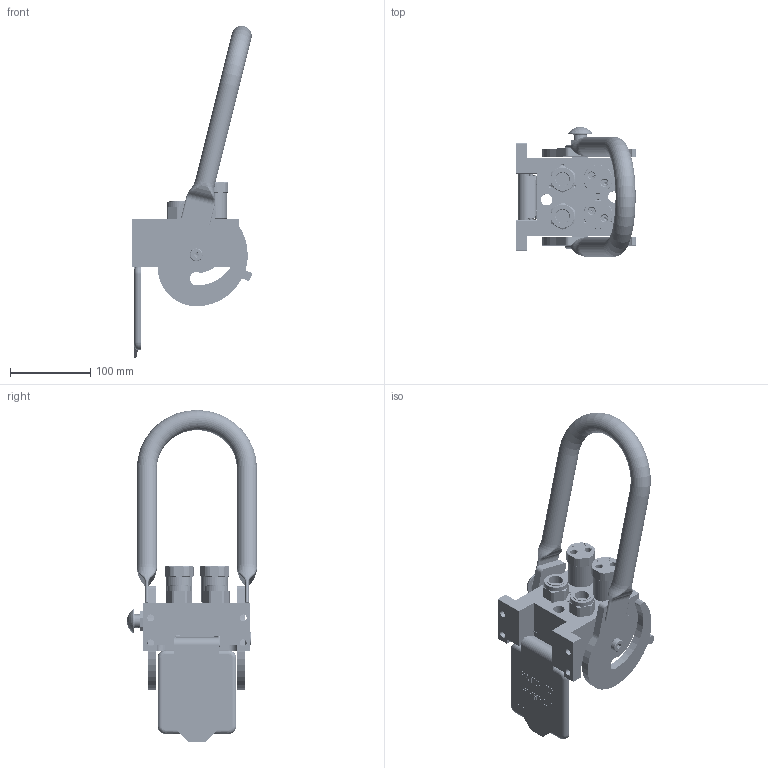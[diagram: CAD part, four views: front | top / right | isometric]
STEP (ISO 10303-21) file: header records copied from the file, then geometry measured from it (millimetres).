
FILE_DESCRIPTION (( 'STEP AP214' ), '1' );
FILE_NAME ('FASTER.step', '2021-04-07T08:56:38', ( '' ), ( '' ), 'SwSTEP 2.0', 'SolidWorks 2017', '' );
FILE_SCHEMA (( 'AUTOMOTIVE_DESIGN' ));
Length unit declared in the file: millimetre
Products named in the file (32): 2ffnb12_gas_f; 4830_024_5000_000; 2ffngs12_aa_f; sicura_p5; 4830_001_0005_300; 4142_072_1000_300; 4840_024_1000_010; or1_5x7_m; 4830_025_1000_000; A_2ffngs12_aa_f; FASTER; A_2ffnb12_gas_f; 4830_024_5000_000^4830_024_5000_000; 4830_025_0000_001; et011; P508_F_V_BASE; 0048_317_1000_000; 4840_024_1000_020; 4830_070_0000_001; 4830_024_1000_011; 4830_001_0005_301; 4820_001_0004_000; 0048_042_0412_000; 4830_022_0000_011; 4830_013_3000_030; 4810_001_0001_014; curs_molla_12; 4830_020_0000_022; 4340_014_0000_000; 4830_025_2000_000
Assembly tree (35 placements, depth 4):
  FASTER
    P508_F_V_BASE
      4830_020_0000_022
      4830_025_1000_000
      4830_070_0000_001
      4820_001_0004_000
      4810_001_0001_014
      4830_001_0005_300
      4830_001_0005_301
      4830_022_0000_011
      4830_013_3000_030  x2
      0048_317_1000_000  x2
    A_2ffnb12_gas_f  x2
      curs_molla_12
        4340_014_0000_000
        4142_072_1000_300
      2ffnb12_gas_f
        2ffnb12_gas_f
    A_2ffngs12_aa_f  x2
      curs_molla_12
        4340_014_0000_000
        4142_072_1000_300
      2ffngs12_aa_f
        2ffngs12_aa_f
    4830_024_5000_000
      sicura_p5
        4830_025_0000_001
        or1_5x7_m
        0048_042_0412_000
      4830_024_1000_011
      4840_024_1000_010
      4840_024_1000_020
      4830_025_2000_000
    et011
  4830_024_5000_000^4830_024_5000_000
Bounding box: 149.01 x 161.73 x 412.71 mm (x, y, z)
Volume: 269796.7 mm3; surface area: 369956.3 mm2
Topology: 24 solids, 71 shells, 4224 faces, 10779 edges, 6796 vertices
Faces by surface type: plane 2187, cylinder 845, cone 514, torus 352, bspline 263, sphere 63
Entity records: 144619 total; most frequent: CARTESIAN_POINT 55880, ORIENTED_EDGE 17115, DIRECTION 15767, EDGE_CURVE 8655, LINE 5829, VECTOR 5829, VERTEX_POINT 5514, AXIS2_PLACEMENT_3D 4969
